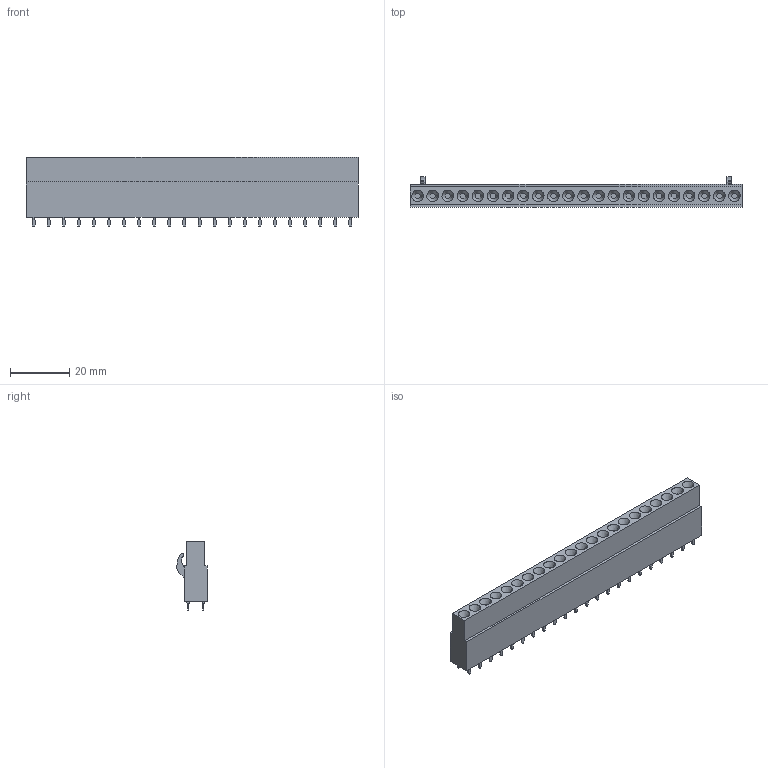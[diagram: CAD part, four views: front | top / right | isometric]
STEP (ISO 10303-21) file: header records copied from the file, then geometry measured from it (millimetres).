
FILE_DESCRIPTION(('CATIA V5 STEP','CAx-IF Rec.Pracs.--- Model Styling and Organization---1.2---2011-12-15'),'2;1');
FILE_NAME ('D1454289_0', '2018-09-01T02:53:05+00:00', ('none'), ('Weidmueller'), 'CATIA Version 5-6 Release 2014', 'CATIA V5 STEP AP214', 'none');
FILE_SCHEMA(('AUTOMOTIVE_DESIGN { 1 0 10303 214 1 1 1 1 }'));
Length unit declared in the file: millimetre
Products named in the file (1): 1648990000
Bounding box: 111.76 x 10.28 x 23.45 mm (x, y, z)
Volume: 15688 mm3; surface area: 7395.6 mm2
Topology: 45 solids, 45 shells, 1080 faces, 2502 edges, 1580 vertices
Faces by surface type: plane 890, cylinder 146, cone 44
Entity records: 27784 total; most frequent: ORIENTED_EDGE 5004, CARTESIAN_POINT 4796, DIRECTION 3928, EDGE_CURVE 2502, VECTOR 2122, LINE 2122, VERTEX_POINT 1580, EDGE_LOOP 1148
